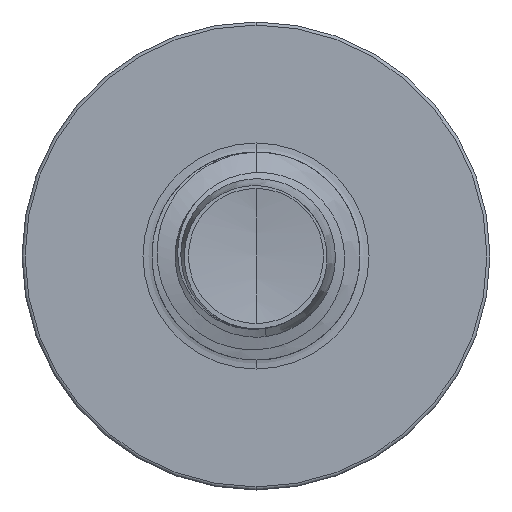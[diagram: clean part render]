
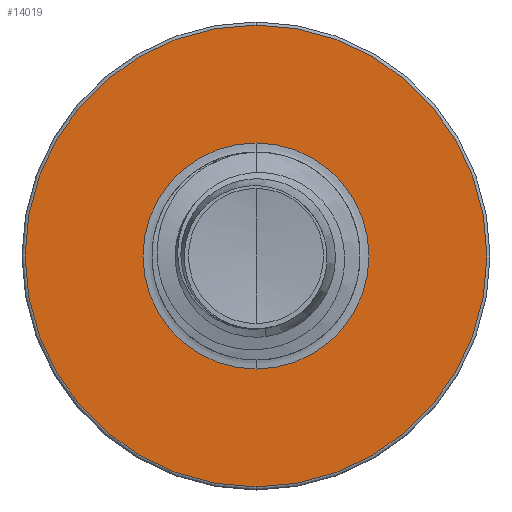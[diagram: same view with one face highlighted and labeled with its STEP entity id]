
A CAD part, front view. The second image highlights one B-rep face of the part: STEP entity #14019.
In plain terms, the highlighted planar face has unit normal (0, -1, 0).
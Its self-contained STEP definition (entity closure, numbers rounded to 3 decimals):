
#46 = DIRECTION ( 'NONE',  ( 0., 1., 0. ) ) ;
#299 = VERTEX_POINT ( 'NONE', #14015 ) ;
#763 = VERTEX_POINT ( 'NONE', #16757 ) ;
#856 = DIRECTION ( 'NONE',  ( 0., 0., 1. ) ) ;
#880 = DIRECTION ( 'NONE',  ( 0., 1., 0. ) ) ;
#956 = CARTESIAN_POINT ( 'NONE',  ( 0., 11., -2.174 ) ) ;
#1017 = PLANE ( 'NONE',  #8513 ) ;
#1338 = CARTESIAN_POINT ( 'NONE',  ( 0., 11., 0. ) ) ;
#1417 = AXIS2_PLACEMENT_3D ( 'NONE', #16207, #4301, #17587 ) ;
#1532 = FACE_OUTER_BOUND ( 'NONE', #18189, .T. ) ;
#2274 = AXIS2_PLACEMENT_3D ( 'NONE', #13442, #46, #15076 ) ;
#3556 = EDGE_LOOP ( 'NONE', ( #9467, #9700 ) ) ;
#3724 = DIRECTION ( 'NONE',  ( 0., 0., 1. ) ) ;
#3913 = CIRCLE ( 'NONE', #1417, 4.44 ) ;
#4301 = DIRECTION ( 'NONE',  ( 0., 1., 0. ) ) ;
#6375 = VERTEX_POINT ( 'NONE', #21796 ) ;
#7984 = AXIS2_PLACEMENT_3D ( 'NONE', #1338, #15880, #3724 ) ;
#8430 = DIRECTION ( 'NONE',  ( 0., 1., 0. ) ) ;
#8513 = AXIS2_PLACEMENT_3D ( 'NONE', #956, #880, #856 ) ;
#9263 = ORIENTED_EDGE ( 'NONE', *, *, #19066, .F. ) ;
#9368 = ORIENTED_EDGE ( 'NONE', *, *, #21253, .F. ) ;
#9421 = AXIS2_PLACEMENT_3D ( 'NONE', #18413, #8430, #19487 ) ;
#9467 = ORIENTED_EDGE ( 'NONE', *, *, #21251, .T. ) ;
#9700 = ORIENTED_EDGE ( 'NONE', *, *, #18242, .T. ) ;
#10351 = CIRCLE ( 'NONE', #2274, 2.174 ) ;
#11394 = FACE_BOUND ( 'NONE', #3556, .T. ) ;
#12001 = CIRCLE ( 'NONE', #7984, 2.174 ) ;
#13442 = CARTESIAN_POINT ( 'NONE',  ( 0., 11., 0. ) ) ;
#14015 = CARTESIAN_POINT ( 'NONE',  ( 0., 11., 2.174 ) ) ;
#14019 = ADVANCED_FACE ( 'NONE', ( #1532, #11394 ), #1017, .F. ) ;
#15076 = DIRECTION ( 'NONE',  ( 0., 0., 1. ) ) ;
#15199 = CARTESIAN_POINT ( 'NONE',  ( 0., 11., -2.174 ) ) ;
#15237 = VERTEX_POINT ( 'NONE', #15199 ) ;
#15880 = DIRECTION ( 'NONE',  ( 0., 1., 0. ) ) ;
#16207 = CARTESIAN_POINT ( 'NONE',  ( 0., 11., 0. ) ) ;
#16757 = CARTESIAN_POINT ( 'NONE',  ( 0., 11., 4.44 ) ) ;
#17587 = DIRECTION ( 'NONE',  ( 0., 0., 1. ) ) ;
#18189 = EDGE_LOOP ( 'NONE', ( #9263, #9368 ) ) ;
#18242 = EDGE_CURVE ( 'NONE', #15237, #299, #10351, .T. ) ;
#18413 = CARTESIAN_POINT ( 'NONE',  ( 0., 11., 0. ) ) ;
#19066 = EDGE_CURVE ( 'NONE', #763, #6375, #3913, .T. ) ;
#19487 = DIRECTION ( 'NONE',  ( 0., 0., 1. ) ) ;
#21251 = EDGE_CURVE ( 'NONE', #299, #15237, #12001, .T. ) ;
#21253 = EDGE_CURVE ( 'NONE', #6375, #763, #22430, .T. ) ;
#21796 = CARTESIAN_POINT ( 'NONE',  ( 0., 11., -4.44 ) ) ;
#22430 = CIRCLE ( 'NONE', #9421, 4.44 ) ;
